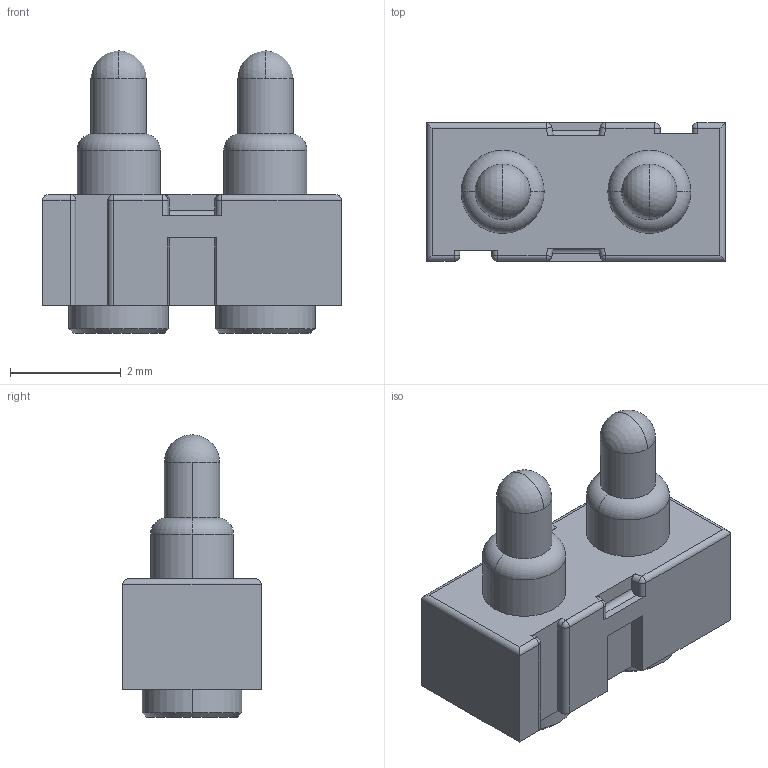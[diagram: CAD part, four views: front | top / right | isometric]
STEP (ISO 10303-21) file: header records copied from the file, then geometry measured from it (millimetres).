
FILE_DESCRIPTION (( 'STEP AP214' ), '1' );
FILE_NAME ('UEBK-12863.STEP', '2020-07-30T08:33:22', ( '' ), ( '' ), 'SwSTEP 2.0', 'SolidWorks 2020', '' );
FILE_SCHEMA (( 'AUTOMOTIVE_DESIGN' ));
Length unit declared in the file: millimetre
Products named in the file (3): UEBK-12863-Gehäuse; UEBK-12863; UEBK-12778
Assembly tree (3 placements, depth 2):
  UEBK-12863
    UEBK-12863-Gehäuse
    UEBK-12778  x2
Bounding box: 5.4 x 2.5 x 5.1 mm (x, y, z)
Volume: 34.2 mm3; surface area: 122.8 mm2
Topology: 3 solids, 3 shells, 96 faces, 238 edges, 138 vertices
Faces by surface type: cylinder 42, plane 34, sphere 12, cone 4, torus 4
Entity records: 2488 total; most frequent: CARTESIAN_POINT 443, DIRECTION 426, ORIENTED_EDGE 396, EDGE_CURVE 198, AXIS2_PLACEMENT_3D 152, VECTOR 122, LINE 122, VERTEX_POINT 121
